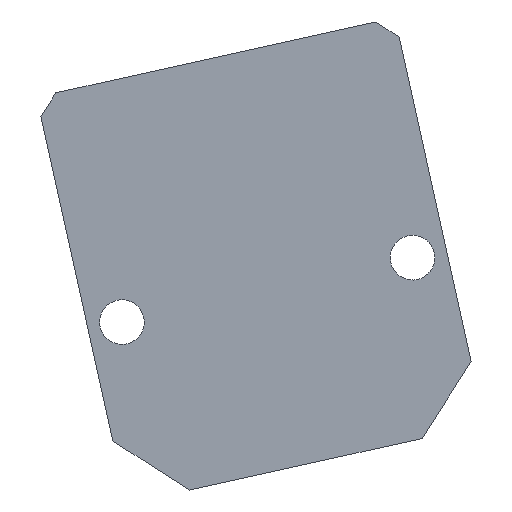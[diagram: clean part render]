
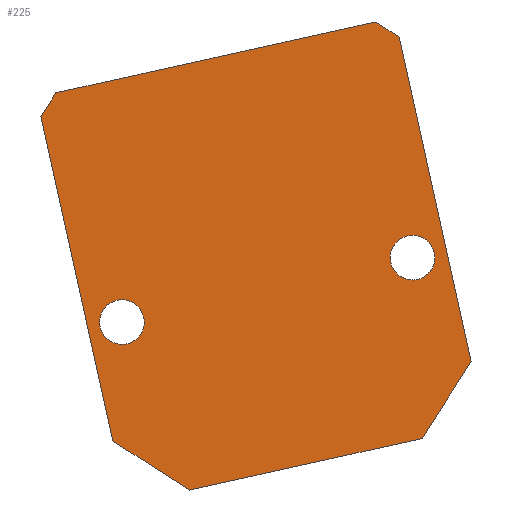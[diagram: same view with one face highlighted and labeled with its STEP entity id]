
A CAD part, front view. The second image highlights one B-rep face of the part: STEP entity #225.
In plain terms, the highlighted planar face has unit normal (0, -1, 0).
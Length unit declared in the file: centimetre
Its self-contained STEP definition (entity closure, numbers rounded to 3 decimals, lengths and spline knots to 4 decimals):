
#26=LINE('',#341,#50);
#27=LINE('',#343,#51);
#28=LINE('',#345,#52);
#29=LINE('',#347,#53);
#30=LINE('',#349,#54);
#31=LINE('',#351,#55);
#32=LINE('',#353,#56);
#33=LINE('',#354,#57);
#50=VECTOR('',#278,3.3);
#51=VECTOR('',#279,0.2828);
#52=VECTOR('',#280,3.35);
#53=VECTOR('',#281,0.9192);
#54=VECTOR('',#282,2.4);
#55=VECTOR('',#283,0.9192);
#56=VECTOR('',#284,3.35);
#57=VECTOR('',#285,0.2828);
#67=PLANE('',#243);
#80=FACE_BOUND('',#102,.T.);
#81=FACE_BOUND('',#103,.T.);
#85=FACE_OUTER_BOUND('',#101,.T.);
#101=EDGE_LOOP('',(#178,#179,#180,#181,#182,#183,#184,#185));
#102=EDGE_LOOP('',(#186));
#103=EDGE_LOOP('',(#187));
#113=CIRCLE('',#238,0.225);
#115=CIRCLE('',#242,0.225);
#117=VERTEX_POINT('',#314);
#127=VERTEX_POINT('',#336);
#128=VERTEX_POINT('',#339);
#129=VERTEX_POINT('',#340);
#130=VERTEX_POINT('',#342);
#131=VERTEX_POINT('',#344);
#132=VERTEX_POINT('',#346);
#133=VERTEX_POINT('',#348);
#134=VERTEX_POINT('',#350);
#135=VERTEX_POINT('',#352);
#137=EDGE_CURVE('',#117,#117,#113,.T.);
#147=EDGE_CURVE('',#127,#127,#115,.T.);
#148=EDGE_CURVE('',#128,#129,#26,.T.);
#149=EDGE_CURVE('',#129,#130,#27,.T.);
#150=EDGE_CURVE('',#130,#131,#28,.T.);
#151=EDGE_CURVE('',#131,#132,#29,.T.);
#152=EDGE_CURVE('',#132,#133,#30,.T.);
#153=EDGE_CURVE('',#133,#134,#31,.T.);
#154=EDGE_CURVE('',#134,#135,#32,.T.);
#155=EDGE_CURVE('',#135,#128,#33,.T.);
#178=ORIENTED_EDGE('',*,*,#148,.T.);
#179=ORIENTED_EDGE('',*,*,#149,.T.);
#180=ORIENTED_EDGE('',*,*,#150,.T.);
#181=ORIENTED_EDGE('',*,*,#151,.T.);
#182=ORIENTED_EDGE('',*,*,#152,.T.);
#183=ORIENTED_EDGE('',*,*,#153,.T.);
#184=ORIENTED_EDGE('',*,*,#154,.T.);
#185=ORIENTED_EDGE('',*,*,#155,.T.);
#186=ORIENTED_EDGE('',*,*,#147,.T.);
#187=ORIENTED_EDGE('',*,*,#137,.T.);
#225=ADVANCED_FACE('',(#85,#80,#81),#67,.T.);
#238=AXIS2_PLACEMENT_3D('',#315,#258,#259);
#242=AXIS2_PLACEMENT_3D('',#337,#274,#275);
#243=AXIS2_PLACEMENT_3D('',#338,#276,#277);
#258=DIRECTION('center_axis',(0.,1.,0.));
#259=DIRECTION('ref_axis',(0.976,0.,0.216));
#274=DIRECTION('center_axis',(0.,1.,0.));
#275=DIRECTION('ref_axis',(0.976,0.,0.216));
#276=DIRECTION('center_axis',(0.,-1.,0.));
#277=DIRECTION('ref_axis',(-0.976,0.,-0.216));
#278=DIRECTION('',(-0.976,0.,-0.216));
#279=DIRECTION('',(-0.537,0.,-0.843));
#280=DIRECTION('',(0.216,0.,-0.976));
#281=DIRECTION('',(0.843,0.,-0.537));
#282=DIRECTION('',(0.976,0.,0.216));
#283=DIRECTION('',(0.537,0.,0.843));
#284=DIRECTION('',(-0.216,0.,0.976));
#285=DIRECTION('',(-0.843,0.,0.537));
#314=CARTESIAN_POINT('',(7.7084,-10.3314,19.6251));
#315=CARTESIAN_POINT('Origin',(7.4888,-10.3314,19.5764));
#336=CARTESIAN_POINT('',(10.6374,-10.3314,20.2739));
#337=CARTESIAN_POINT('Origin',(10.4178,-10.3314,20.2252));
#338=CARTESIAN_POINT('Origin',(6.628,-10.3314,21.8439));
#339=CARTESIAN_POINT('',(10.0452,-10.3314,22.6009));
#340=CARTESIAN_POINT('',(6.8233,-10.3314,21.8872));
#341=CARTESIAN_POINT('',(10.0452,-10.3314,22.6009));
#342=CARTESIAN_POINT('',(6.6713,-10.3314,21.6487));
#343=CARTESIAN_POINT('',(6.8233,-10.3314,21.8872));
#344=CARTESIAN_POINT('',(7.3958,-10.3314,18.3779));
#345=CARTESIAN_POINT('',(6.6713,-10.3314,21.6487));
#346=CARTESIAN_POINT('',(8.171,-10.3314,17.8839));
#347=CARTESIAN_POINT('',(7.3958,-10.3314,18.3779));
#348=CARTESIAN_POINT('',(10.5142,-10.3314,18.4029));
#349=CARTESIAN_POINT('',(8.171,-10.3314,17.8839));
#350=CARTESIAN_POINT('',(11.0082,-10.3314,19.1781));
#351=CARTESIAN_POINT('',(10.5142,-10.3314,18.4029));
#352=CARTESIAN_POINT('',(10.2837,-10.3314,22.4489));
#353=CARTESIAN_POINT('',(11.0082,-10.3314,19.1781));
#354=CARTESIAN_POINT('',(10.2837,-10.3314,22.4489));
